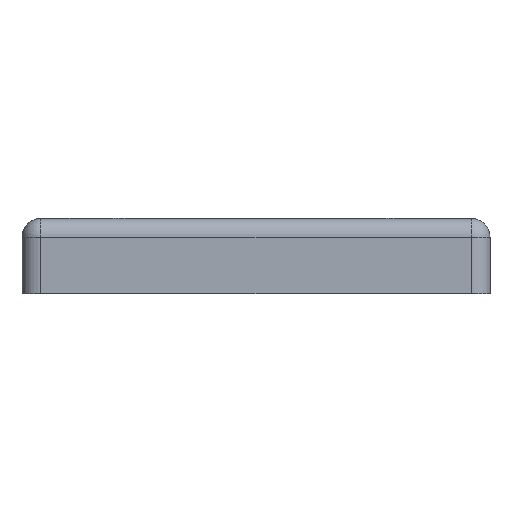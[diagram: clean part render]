
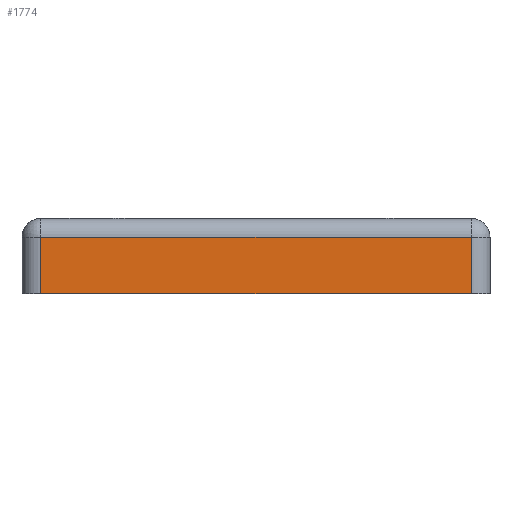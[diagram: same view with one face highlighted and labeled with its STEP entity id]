
A CAD part, front view. The second image highlights one B-rep face of the part: STEP entity #1774.
In plain terms, the highlighted planar face has unit normal (0, -1, 0).
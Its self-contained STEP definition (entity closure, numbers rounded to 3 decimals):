
#75=PLANE('',#1997);
#197=FACE_OUTER_BOUND('',#297,.T.);
#297=EDGE_LOOP('',(#1630,#1631,#1632,#1633));
#452=LINE('',#2902,#590);
#456=LINE('',#2915,#594);
#529=LINE('',#3137,#667);
#531=LINE('',#3140,#669);
#590=VECTOR('',#2242,10.);
#594=VECTOR('',#2252,10.);
#667=VECTOR('',#2527,10.);
#669=VECTOR('',#2531,10.);
#783=VERTEX_POINT('',#2899);
#784=VERTEX_POINT('',#2901);
#789=VERTEX_POINT('',#2912);
#790=VERTEX_POINT('',#2914);
#977=EDGE_CURVE('',#783,#784,#452,.T.);
#983=EDGE_CURVE('',#789,#790,#456,.T.);
#1105=EDGE_CURVE('',#789,#784,#529,.T.);
#1107=EDGE_CURVE('',#790,#783,#531,.T.);
#1630=ORIENTED_EDGE('',*,*,#977,.F.);
#1631=ORIENTED_EDGE('',*,*,#1107,.F.);
#1632=ORIENTED_EDGE('',*,*,#983,.F.);
#1633=ORIENTED_EDGE('',*,*,#1105,.T.);
#1774=ADVANCED_FACE('',(#197),#75,.T.);
#1997=AXIS2_PLACEMENT_3D('',#3139,#2529,#2530);
#2242=DIRECTION('',(1.,0.,0.));
#2252=DIRECTION('',(-1.,0.,0.));
#2527=DIRECTION('',(0.,0.,1.));
#2529=DIRECTION('center_axis',(0.,-1.,0.));
#2530=DIRECTION('ref_axis',(1.,0.,0.));
#2531=DIRECTION('',(0.,0.,1.));
#2899=CARTESIAN_POINT('',(-2.,-4.,6.));
#2901=CARTESIAN_POINT('',(43.8,-4.,6.));
#2902=CARTESIAN_POINT('',(9.45,-4.,6.));
#2912=CARTESIAN_POINT('',(43.8,-4.,0.));
#2914=CARTESIAN_POINT('',(-2.,-4.,0.));
#2915=CARTESIAN_POINT('',(43.8,-4.,0.));
#3137=CARTESIAN_POINT('',(43.8,-4.,0.));
#3139=CARTESIAN_POINT('Origin',(-2.,-4.,0.));
#3140=CARTESIAN_POINT('',(-2.,-4.,0.));
